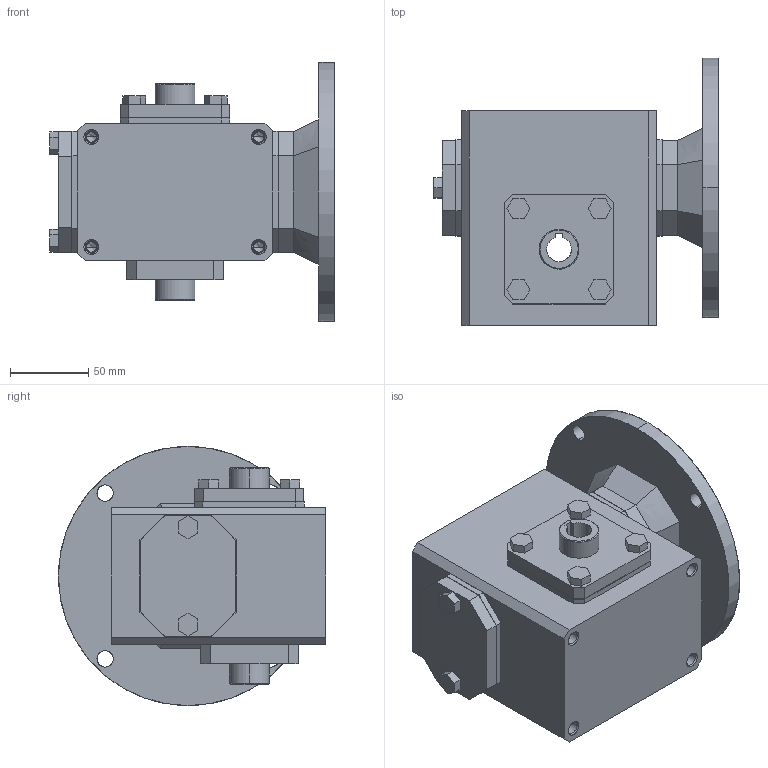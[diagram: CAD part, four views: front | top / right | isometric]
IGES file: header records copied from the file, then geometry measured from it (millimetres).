
Start section: SolidWorks IGES file using analytic representation for surfaces
Global section: file name: 15DEFAU08122327103019.igs; native system: SolidWorks 2017; preprocessor: SolidWorks 2017; author: partstream; date: 170812.232719; units: inch
Bounding box: 181.1 x 170.18 x 165.1 mm (x, y, z)
Surface area: 159250.1 mm2 (no closed solid volume)
Topology: 0 solids, 0 shells, 351 faces, 3497 edges, 3477 vertices
Faces by surface type: bspline 243, revolution 108
